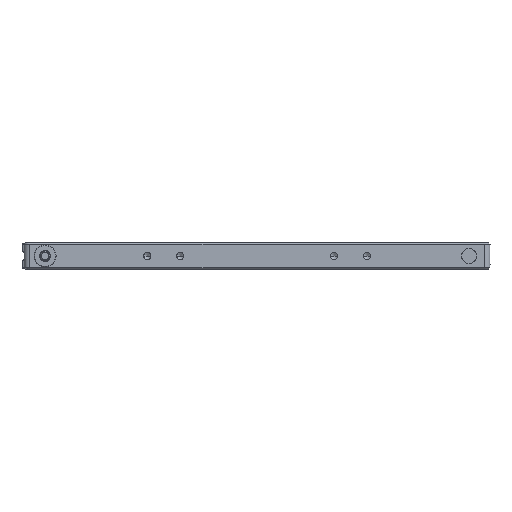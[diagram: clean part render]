
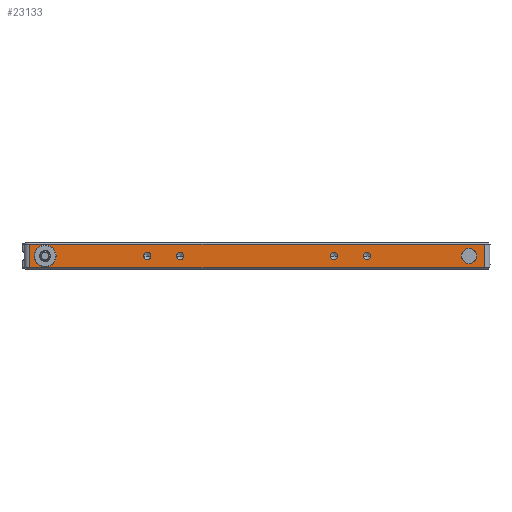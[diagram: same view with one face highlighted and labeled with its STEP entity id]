
A CAD part, left-side view. The second image highlights one B-rep face of the part: STEP entity #23133.
In plain terms, the highlighted planar face has unit normal (-1, 0, 0).
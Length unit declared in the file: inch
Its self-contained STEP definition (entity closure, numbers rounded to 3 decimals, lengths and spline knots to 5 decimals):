
#6227=DIRECTION('',(0.,-1.,0.));
#6228=VECTOR('',#6227,8.14961);
#6229=CARTESIAN_POINT('',(-3.14961,4.0748,
0.20669));
#6230=LINE('',#6229,#6228);
#6231=DIRECTION('',(0.,0.,-1.));
#6232=VECTOR('',#6231,0.41339);
#6233=CARTESIAN_POINT('',(-3.14961,-4.0748,
0.20669));
#6234=LINE('',#6233,#6232);
#6235=DIRECTION('',(0.,1.,0.));
#6236=VECTOR('',#6235,8.14961);
#6237=CARTESIAN_POINT('',(-3.14961,-4.0748,
-0.20669));
#6238=LINE('',#6237,#6236);
#6239=DIRECTION('',(0.,0.,-1.));
#6240=VECTOR('',#6239,0.41339);
#6241=CARTESIAN_POINT('',(-3.14961,4.0748,
0.20669));
#6242=LINE('',#6241,#6240);
#6243=CARTESIAN_POINT('',(-3.14961,-3.79921,0.));
#6244=DIRECTION('',(1.,0.,0.));
#6245=DIRECTION('',(0.,1.,0.));
#6246=AXIS2_PLACEMENT_3D('',#6243,#6244,#6245);
#6248=CARTESIAN_POINT('',(-3.14961,-3.79921,0.));
#6249=DIRECTION('',(1.,0.,0.));
#6250=DIRECTION('',(0.,-1.,0.));
#6251=AXIS2_PLACEMENT_3D('',#6248,#6249,#6250);
#6253=CARTESIAN_POINT('',(-3.14961,1.37795,0.));
#6254=DIRECTION('',(-1.,0.,0.));
#6255=DIRECTION('',(0.,1.,0.));
#6256=AXIS2_PLACEMENT_3D('',#6253,#6254,#6255);
#6258=CARTESIAN_POINT('',(-3.14961,1.37795,0.));
#6259=DIRECTION('',(-1.,0.,0.));
#6260=DIRECTION('',(0.,-1.,0.));
#6261=AXIS2_PLACEMENT_3D('',#6258,#6259,#6260);
#6263=CARTESIAN_POINT('',(-3.14961,1.9685,0.));
#6264=DIRECTION('',(-1.,0.,0.));
#6265=DIRECTION('',(0.,1.,0.));
#6266=AXIS2_PLACEMENT_3D('',#6263,#6264,#6265);
#6268=CARTESIAN_POINT('',(-3.14961,1.9685,0.));
#6269=DIRECTION('',(-1.,0.,0.));
#6270=DIRECTION('',(0.,-1.,0.));
#6271=AXIS2_PLACEMENT_3D('',#6268,#6269,#6270);
#6273=CARTESIAN_POINT('',(-3.14961,-1.9685,0.));
#6274=DIRECTION('',(-1.,0.,0.));
#6275=DIRECTION('',(0.,1.,0.));
#6276=AXIS2_PLACEMENT_3D('',#6273,#6274,#6275);
#6278=CARTESIAN_POINT('',(-3.14961,-1.9685,0.));
#6279=DIRECTION('',(-1.,0.,0.));
#6280=DIRECTION('',(0.,-1.,0.));
#6281=AXIS2_PLACEMENT_3D('',#6278,#6279,#6280);
#6283=CARTESIAN_POINT('',(-3.14961,-1.37795,0.));
#6284=DIRECTION('',(-1.,0.,0.));
#6285=DIRECTION('',(0.,1.,0.));
#6286=AXIS2_PLACEMENT_3D('',#6283,#6284,#6285);
#6288=CARTESIAN_POINT('',(-3.14961,-1.37795,0.));
#6289=DIRECTION('',(-1.,0.,0.));
#6290=DIRECTION('',(0.,-1.,0.));
#6291=AXIS2_PLACEMENT_3D('',#6288,#6289,#6290);
#6293=CARTESIAN_POINT('',(-3.14961,3.79921,0.));
#6294=DIRECTION('',(-1.,0.,0.));
#6295=DIRECTION('',(0.,1.,0.));
#6296=AXIS2_PLACEMENT_3D('',#6293,#6294,#6295);
#6298=CARTESIAN_POINT('',(-3.14961,3.79921,0.));
#6299=DIRECTION('',(-1.,0.,0.));
#6300=DIRECTION('',(0.,-1.,0.));
#6301=AXIS2_PLACEMENT_3D('',#6298,#6299,#6300);
#14501=CARTESIAN_POINT('',(-3.14961,-3.66142,0.));
#14502=CARTESIAN_POINT('',(-3.14961,-3.93701,0.));
#14503=VERTEX_POINT('',#14501);
#14504=VERTEX_POINT('',#14502);
#14551=CARTESIAN_POINT('',(-3.14961,4.0748,
0.20669));
#14552=CARTESIAN_POINT('',(-3.14961,-4.0748,
0.20669));
#14553=VERTEX_POINT('',#14551);
#14554=VERTEX_POINT('',#14552);
#14573=CARTESIAN_POINT('',(-3.14961,-4.0748,
-0.20669));
#14574=CARTESIAN_POINT('',(-3.14961,4.0748,
-0.20669));
#14575=VERTEX_POINT('',#14573);
#14576=VERTEX_POINT('',#14574);
#14685=CARTESIAN_POINT('',(-3.14961,1.44291,0.));
#14686=CARTESIAN_POINT('',(-3.14961,1.31299,0.));
#14687=VERTEX_POINT('',#14685);
#14688=VERTEX_POINT('',#14686);
#14695=CARTESIAN_POINT('',(-3.14961,2.03346,0.));
#14696=CARTESIAN_POINT('',(-3.14961,1.90354,0.));
#14697=VERTEX_POINT('',#14695);
#14698=VERTEX_POINT('',#14696);
#14705=CARTESIAN_POINT('',(-3.14961,-1.90354,0.));
#14706=CARTESIAN_POINT('',(-3.14961,-2.03346,0.));
#14707=VERTEX_POINT('',#14705);
#14708=VERTEX_POINT('',#14706);
#14715=CARTESIAN_POINT('',(-3.14961,-1.31299,0.));
#14716=CARTESIAN_POINT('',(-3.14961,-1.44291,0.));
#14717=VERTEX_POINT('',#14715);
#14718=VERTEX_POINT('',#14716);
#17207=CARTESIAN_POINT('',(-3.14961,3.98819,
0.));
#17208=CARTESIAN_POINT('',(-3.14961,3.61024,
0.));
#17209=VERTEX_POINT('',#17207);
#17210=VERTEX_POINT('',#17208);
#23083=CARTESIAN_POINT('',(-3.14961,4.17323,
-0.23622));
#23084=DIRECTION('',(-1.,0.,0.));
#23085=DIRECTION('',(0.,-1.,0.));
#23086=AXIS2_PLACEMENT_3D('',#23083,#23084,#23085);
#23087=PLANE('',#23086);
#23089=ORIENTED_EDGE('',*,*,#23088,.T.);
#23091=ORIENTED_EDGE('',*,*,#23090,.T.);
#23092=ORIENTED_EDGE('',*,*,#23074,.T.);
#23094=ORIENTED_EDGE('',*,*,#23093,.F.);
#23095=EDGE_LOOP('',(#23089,#23091,#23092,#23094));
#23096=FACE_OUTER_BOUND('',#23095,.F.);
#23098=ORIENTED_EDGE('',*,*,#23097,.F.);
#23100=ORIENTED_EDGE('',*,*,#23099,.F.);
#23101=EDGE_LOOP('',(#23098,#23100));
#23102=FACE_BOUND('',#23101,.F.);
#23104=ORIENTED_EDGE('',*,*,#23103,.T.);
#23106=ORIENTED_EDGE('',*,*,#23105,.T.);
#23107=EDGE_LOOP('',(#23104,#23106));
#23108=FACE_BOUND('',#23107,.F.);
#23110=ORIENTED_EDGE('',*,*,#23109,.T.);
#23112=ORIENTED_EDGE('',*,*,#23111,.T.);
#23113=EDGE_LOOP('',(#23110,#23112));
#23114=FACE_BOUND('',#23113,.F.);
#23116=ORIENTED_EDGE('',*,*,#23115,.T.);
#23118=ORIENTED_EDGE('',*,*,#23117,.T.);
#23119=EDGE_LOOP('',(#23116,#23118));
#23120=FACE_BOUND('',#23119,.F.);
#23122=ORIENTED_EDGE('',*,*,#23121,.T.);
#23124=ORIENTED_EDGE('',*,*,#23123,.T.);
#23125=EDGE_LOOP('',(#23122,#23124));
#23126=FACE_BOUND('',#23125,.F.);
#23128=ORIENTED_EDGE('',*,*,#23127,.T.);
#23130=ORIENTED_EDGE('',*,*,#23129,.T.);
#23131=EDGE_LOOP('',(#23128,#23130));
#23132=FACE_BOUND('',#23131,.F.);
#23133=ADVANCED_FACE('',(#23096,#23102,#23108,#23114,#23120,#23126,#23132),
#23087,.T.);
#6247=CIRCLE('',#6246,0.1378);
#6252=CIRCLE('',#6251,0.1378);
#6257=CIRCLE('',#6256,0.06496);
#6262=CIRCLE('',#6261,0.06496);
#6267=CIRCLE('',#6266,0.06496);
#6272=CIRCLE('',#6271,0.06496);
#6277=CIRCLE('',#6276,0.06496);
#6282=CIRCLE('',#6281,0.06496);
#6287=CIRCLE('',#6286,0.06496);
#6292=CIRCLE('',#6291,0.06496);
#6297=CIRCLE('',#6296,0.18898);
#6302=CIRCLE('',#6301,0.18898);
#23074=EDGE_CURVE('',#14575,#14576,#6238,.T.);
#23088=EDGE_CURVE('',#14553,#14554,#6230,.T.);
#23090=EDGE_CURVE('',#14554,#14575,#6234,.T.);
#23093=EDGE_CURVE('',#14553,#14576,#6242,.T.);
#23097=EDGE_CURVE('',#14503,#14504,#6247,.T.);
#23099=EDGE_CURVE('',#14504,#14503,#6252,.T.);
#23103=EDGE_CURVE('',#14687,#14688,#6257,.T.);
#23105=EDGE_CURVE('',#14688,#14687,#6262,.T.);
#23109=EDGE_CURVE('',#14697,#14698,#6267,.T.);
#23111=EDGE_CURVE('',#14698,#14697,#6272,.T.);
#23115=EDGE_CURVE('',#14707,#14708,#6277,.T.);
#23117=EDGE_CURVE('',#14708,#14707,#6282,.T.);
#23121=EDGE_CURVE('',#14717,#14718,#6287,.T.);
#23123=EDGE_CURVE('',#14718,#14717,#6292,.T.);
#23127=EDGE_CURVE('',#17209,#17210,#6297,.T.);
#23129=EDGE_CURVE('',#17210,#17209,#6302,.T.);
